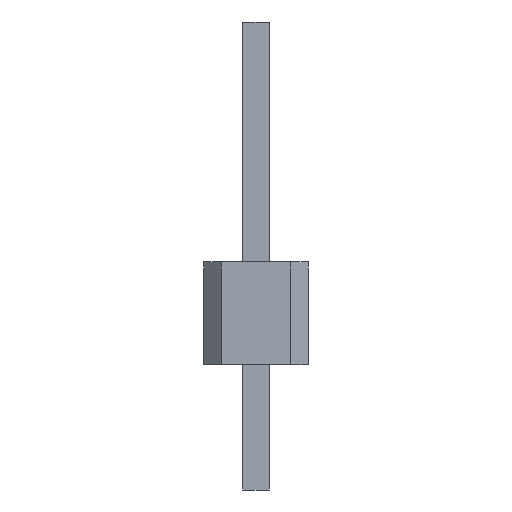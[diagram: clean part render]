
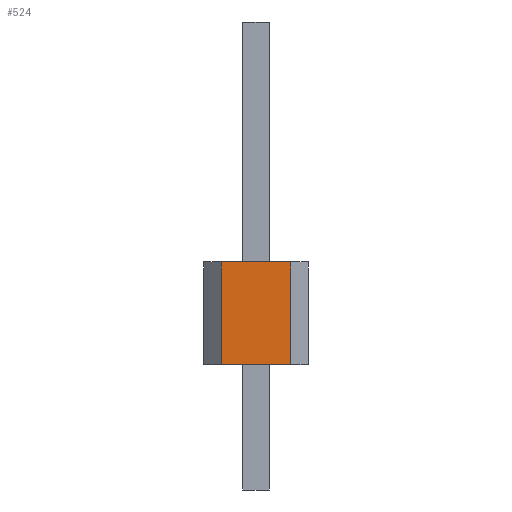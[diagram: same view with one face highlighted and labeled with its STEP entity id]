
A CAD part, left-side view. The second image highlights one B-rep face of the part: STEP entity #524.
In plain terms, the highlighted planar face has unit normal (-1, 0, 0).
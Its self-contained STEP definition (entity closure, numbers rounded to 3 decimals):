
#31 = ORIENTED_EDGE ( 'NONE', *, *, #1088, .F. ) ;
#62 = VECTOR ( 'NONE', #304, 1000. ) ;
#103 = LINE ( 'NONE', #937, #671 ) ;
#141 = CARTESIAN_POINT ( 'NONE',  ( -1.27, 0.846, 2.5 ) ) ;
#154 = CARTESIAN_POINT ( 'NONE',  ( -1.27, -0.846, 2.5 ) ) ;
#183 = ORIENTED_EDGE ( 'NONE', *, *, #424, .T. ) ;
#210 = ORIENTED_EDGE ( 'NONE', *, *, #427, .T. ) ;
#215 = LINE ( 'NONE', #996, #1095 ) ;
#237 = DIRECTION ( 'NONE',  ( 0., 0., -1. ) ) ;
#304 = DIRECTION ( 'NONE',  ( 0., 0., -1. ) ) ;
#309 = DIRECTION ( 'NONE',  ( 0., -1., 0. ) ) ;
#355 = AXIS2_PLACEMENT_3D ( 'NONE', #141, #760, #237 ) ;
#387 = VERTEX_POINT ( 'NONE', #571 ) ;
#398 = DIRECTION ( 'NONE',  ( 0., 0., -1. ) ) ;
#420 = PLANE ( 'NONE',  #355 ) ;
#424 = EDGE_CURVE ( 'NONE', #577, #387, #690, .T. ) ;
#427 = EDGE_CURVE ( 'NONE', #644, #577, #103, .T. ) ;
#468 = VERTEX_POINT ( 'NONE', #154 ) ;
#504 = VECTOR ( 'NONE', #681, 1000. ) ;
#524 = ADVANCED_FACE ( 'NONE', ( #669 ), #420, .F. ) ;
#571 = CARTESIAN_POINT ( 'NONE',  ( -1.27, -0.846, 0. ) ) ;
#577 = VERTEX_POINT ( 'NONE', #621 ) ;
#599 = CARTESIAN_POINT ( 'NONE',  ( -1.27, 0.846, 0. ) ) ;
#621 = CARTESIAN_POINT ( 'NONE',  ( -1.27, 0.846, 0. ) ) ;
#644 = VERTEX_POINT ( 'NONE', #722 ) ;
#669 = FACE_OUTER_BOUND ( 'NONE', #673, .T. ) ;
#671 = VECTOR ( 'NONE', #398, 1000. ) ;
#673 = EDGE_LOOP ( 'NONE', ( #183, #954, #31, #210 ) ) ;
#681 = DIRECTION ( 'NONE',  ( 0., -1., 0. ) ) ;
#690 = LINE ( 'NONE', #599, #504 ) ;
#722 = CARTESIAN_POINT ( 'NONE',  ( -1.27, 0.846, 2.5 ) ) ;
#760 = DIRECTION ( 'NONE',  ( 1., 0., 0. ) ) ;
#781 = LINE ( 'NONE', #912, #62 ) ;
#912 = CARTESIAN_POINT ( 'NONE',  ( -1.27, -0.846, 2.5 ) ) ;
#937 = CARTESIAN_POINT ( 'NONE',  ( -1.27, 0.846, 2.5 ) ) ;
#954 = ORIENTED_EDGE ( 'NONE', *, *, #1040, .F. ) ;
#996 = CARTESIAN_POINT ( 'NONE',  ( -1.27, 0.846, 2.5 ) ) ;
#1040 = EDGE_CURVE ( 'NONE', #468, #387, #781, .T. ) ;
#1088 = EDGE_CURVE ( 'NONE', #644, #468, #215, .T. ) ;
#1095 = VECTOR ( 'NONE', #309, 1000. ) ;
